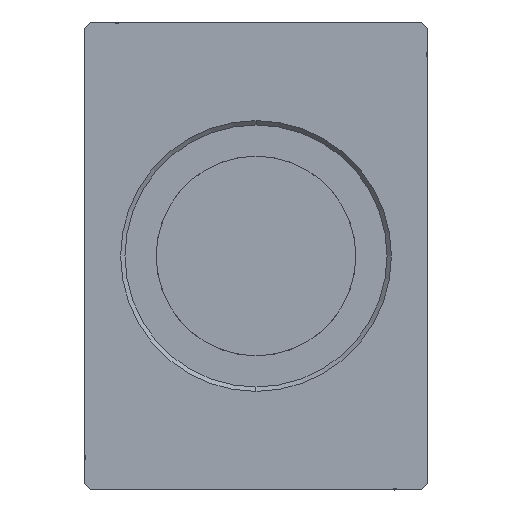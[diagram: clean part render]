
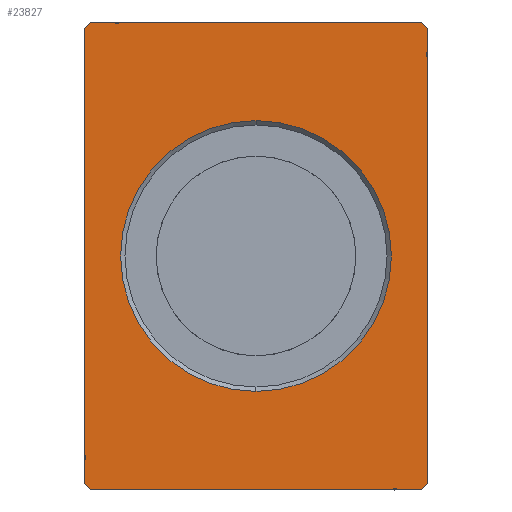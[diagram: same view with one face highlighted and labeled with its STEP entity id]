
A CAD part, left-side view. The second image highlights one B-rep face of the part: STEP entity #23827.
In plain terms, the highlighted planar face has unit normal (-1, 0, 0).
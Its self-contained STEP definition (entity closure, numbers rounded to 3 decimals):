
#460 = VERTEX_POINT ( 'NONE', #34345 ) ;
#547 = ORIENTED_EDGE ( 'NONE', *, *, #2123, .T. ) ;
#1337 = DIRECTION ( 'NONE',  ( 0., 0., -1. ) ) ;
#1394 = ORIENTED_EDGE ( 'NONE', *, *, #32513, .F. ) ;
#2123 = EDGE_CURVE ( 'NONE', #27983, #39345, #27113, .T. ) ;
#2589 = CARTESIAN_POINT ( 'NONE',  ( 0., 0., 21.7 ) ) ;
#3205 = EDGE_LOOP ( 'NONE', ( #37127, #1394, #10074, #37113, #20935, #36980, #38877, #12417 ) ) ;
#3226 = CARTESIAN_POINT ( 'NONE',  ( 0., -27.5, -36.5 ) ) ;
#4523 = VERTEX_POINT ( 'NONE', #37914 ) ;
#4983 = ORIENTED_EDGE ( 'NONE', *, *, #19274, .T. ) ;
#4994 = DIRECTION ( 'NONE',  ( 0., 1., 0. ) ) ;
#5562 = VECTOR ( 'NONE', #33753, 1000. ) ;
#5942 = PLANE ( 'NONE',  #11455 ) ;
#6027 = CARTESIAN_POINT ( 'NONE',  ( 0., -26.5, -37.5 ) ) ;
#6044 = CARTESIAN_POINT ( 'NONE',  ( 0., -26.5, 37.5 ) ) ;
#6432 = LINE ( 'NONE', #18589, #5562 ) ;
#7434 = VERTEX_POINT ( 'NONE', #6044 ) ;
#7441 = DIRECTION ( 'NONE',  ( 1., 0., 0. ) ) ;
#8130 = DIRECTION ( 'NONE',  ( 0., -1., 0. ) ) ;
#8570 = LINE ( 'NONE', #30106, #26880 ) ;
#9357 = DIRECTION ( 'NONE',  ( 0., -0.707, -0.707 ) ) ;
#9444 = DIRECTION ( 'NONE',  ( 0., 0., 1. ) ) ;
#9921 = CARTESIAN_POINT ( 'NONE',  ( 0., 0., 0. ) ) ;
#10074 = ORIENTED_EDGE ( 'NONE', *, *, #23953, .F. ) ;
#10318 = DIRECTION ( 'NONE',  ( 1., 0., 0. ) ) ;
#10567 = VERTEX_POINT ( 'NONE', #34587 ) ;
#11178 = CARTESIAN_POINT ( 'NONE',  ( 0., -26.5, -37.5 ) ) ;
#11455 = AXIS2_PLACEMENT_3D ( 'NONE', #24675, #18105, #18302 ) ;
#11771 = VERTEX_POINT ( 'NONE', #18943 ) ;
#12245 = CARTESIAN_POINT ( 'NONE',  ( 0., 26.5, 37.5 ) ) ;
#12417 = ORIENTED_EDGE ( 'NONE', *, *, #39310, .F. ) ;
#12510 = FACE_OUTER_BOUND ( 'NONE', #3205, .T. ) ;
#13008 = EDGE_LOOP ( 'NONE', ( #547, #4983 ) ) ;
#13208 = VERTEX_POINT ( 'NONE', #6027 ) ;
#14646 = LINE ( 'NONE', #36765, #23722 ) ;
#14884 = LINE ( 'NONE', #20874, #33229 ) ;
#15985 = EDGE_CURVE ( 'NONE', #17832, #460, #6432, .T. ) ;
#16287 = LINE ( 'NONE', #25654, #26111 ) ;
#17735 = VERTEX_POINT ( 'NONE', #28360 ) ;
#17832 = VERTEX_POINT ( 'NONE', #36520 ) ;
#17909 = VECTOR ( 'NONE', #18174, 1000. ) ;
#18105 = DIRECTION ( 'NONE',  ( 1., 0., 0. ) ) ;
#18174 = DIRECTION ( 'NONE',  ( 0., 0.707, -0.707 ) ) ;
#18302 = DIRECTION ( 'NONE',  ( 0., 0., -1. ) ) ;
#18499 = FACE_BOUND ( 'NONE', #13008, .T. ) ;
#18589 = CARTESIAN_POINT ( 'NONE',  ( 0., -27.5, 36.5 ) ) ;
#18943 = CARTESIAN_POINT ( 'NONE',  ( 0., 27.5, -36.5 ) ) ;
#19274 = EDGE_CURVE ( 'NONE', #39345, #27983, #34943, .T. ) ;
#20126 = AXIS2_PLACEMENT_3D ( 'NONE', #9921, #10318, #1337 ) ;
#20874 = CARTESIAN_POINT ( 'NONE',  ( 0., 27.5, 36.5 ) ) ;
#20935 = ORIENTED_EDGE ( 'NONE', *, *, #27561, .F. ) ;
#23722 = VECTOR ( 'NONE', #9444, 1000. ) ;
#23827 = ADVANCED_FACE ( 'NONE', ( #18499, #12510 ), #5942, .F. ) ;
#23953 = EDGE_CURVE ( 'NONE', #17735, #11771, #16287, .T. ) ;
#23961 = LINE ( 'NONE', #3226, #17909 ) ;
#24675 = CARTESIAN_POINT ( 'NONE',  ( 0., 0., 0. ) ) ;
#25654 = CARTESIAN_POINT ( 'NONE',  ( 0., 26.5, -37.5 ) ) ;
#25786 = EDGE_CURVE ( 'NONE', #13208, #17735, #38107, .T. ) ;
#26072 = LINE ( 'NONE', #12245, #33971 ) ;
#26111 = VECTOR ( 'NONE', #31251, 1000. ) ;
#26880 = VECTOR ( 'NONE', #9357, 1000. ) ;
#27113 = CIRCLE ( 'NONE', #20126, 21.7 ) ;
#27561 = EDGE_CURVE ( 'NONE', #460, #13208, #23961, .T. ) ;
#27983 = VERTEX_POINT ( 'NONE', #2589 ) ;
#28184 = DIRECTION ( 'NONE',  ( 0., 0., -1. ) ) ;
#28360 = CARTESIAN_POINT ( 'NONE',  ( 0., 26.5, -37.5 ) ) ;
#29195 = AXIS2_PLACEMENT_3D ( 'NONE', #37168, #7441, #28184 ) ;
#30106 = CARTESIAN_POINT ( 'NONE',  ( 0., -26.5, 37.5 ) ) ;
#31251 = DIRECTION ( 'NONE',  ( 0., 0.707, 0.707 ) ) ;
#32513 = EDGE_CURVE ( 'NONE', #11771, #10567, #14646, .T. ) ;
#33229 = VECTOR ( 'NONE', #39411, 1000. ) ;
#33753 = DIRECTION ( 'NONE',  ( 0., 0., -1. ) ) ;
#33971 = VECTOR ( 'NONE', #8130, 1000. ) ;
#34345 = CARTESIAN_POINT ( 'NONE',  ( 0., -27.5, -36.5 ) ) ;
#34502 = EDGE_CURVE ( 'NONE', #7434, #17832, #8570, .T. ) ;
#34587 = CARTESIAN_POINT ( 'NONE',  ( 0., 27.5, 36.5 ) ) ;
#34943 = CIRCLE ( 'NONE', #29195, 21.7 ) ;
#35399 = EDGE_CURVE ( 'NONE', #10567, #4523, #14884, .T. ) ;
#36520 = CARTESIAN_POINT ( 'NONE',  ( 0., -27.5, 36.5 ) ) ;
#36765 = CARTESIAN_POINT ( 'NONE',  ( 0., 27.5, -36.5 ) ) ;
#36980 = ORIENTED_EDGE ( 'NONE', *, *, #15985, .F. ) ;
#37113 = ORIENTED_EDGE ( 'NONE', *, *, #25786, .F. ) ;
#37127 = ORIENTED_EDGE ( 'NONE', *, *, #35399, .F. ) ;
#37168 = CARTESIAN_POINT ( 'NONE',  ( 0., 0., 0. ) ) ;
#37589 = VECTOR ( 'NONE', #4994, 1000. ) ;
#37914 = CARTESIAN_POINT ( 'NONE',  ( 0., 26.5, 37.5 ) ) ;
#38107 = LINE ( 'NONE', #11178, #37589 ) ;
#38245 = CARTESIAN_POINT ( 'NONE',  ( 0., 0., -21.7 ) ) ;
#38877 = ORIENTED_EDGE ( 'NONE', *, *, #34502, .F. ) ;
#39310 = EDGE_CURVE ( 'NONE', #4523, #7434, #26072, .T. ) ;
#39345 = VERTEX_POINT ( 'NONE', #38245 ) ;
#39411 = DIRECTION ( 'NONE',  ( 0., -0.707, 0.707 ) ) ;
